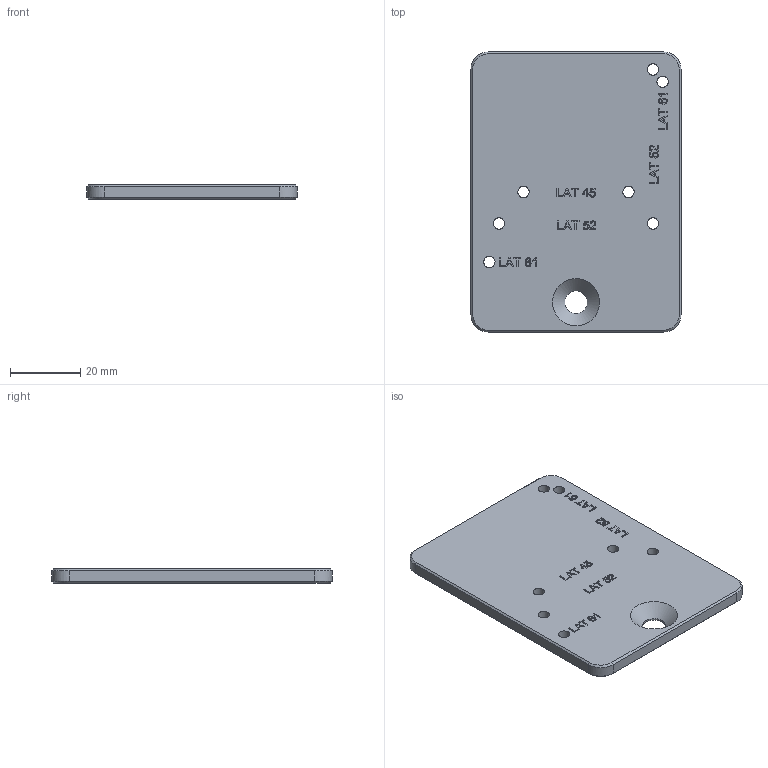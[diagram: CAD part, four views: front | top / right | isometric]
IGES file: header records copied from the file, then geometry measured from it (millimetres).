
Global section: file name: UBT-KU-PH-MP-LAT; native system: Autodesk Inventor 2024; preprocessor: unknown; author: ck; organization: di-soric GmbH & Co. KG; date: 20240823.084211; units: millimetre
Bounding box: 60 x 80 x 4 mm (x, y, z)
Volume: 18510.7 mm3; surface area: 10655.6 mm2
Topology: 1 solids, 1 shells, 337 faces, 898 edges, 596 vertices
Faces by surface type: bspline 337
